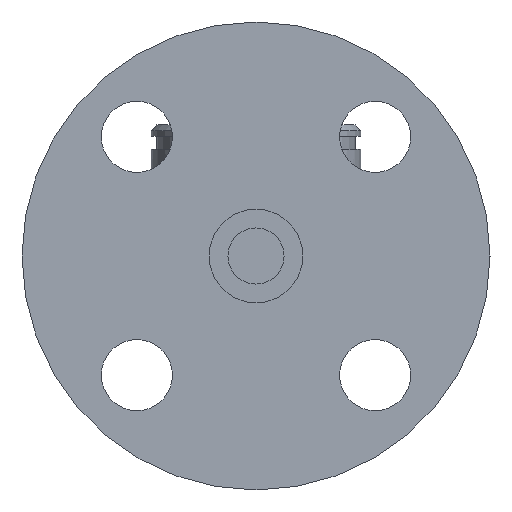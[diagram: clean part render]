
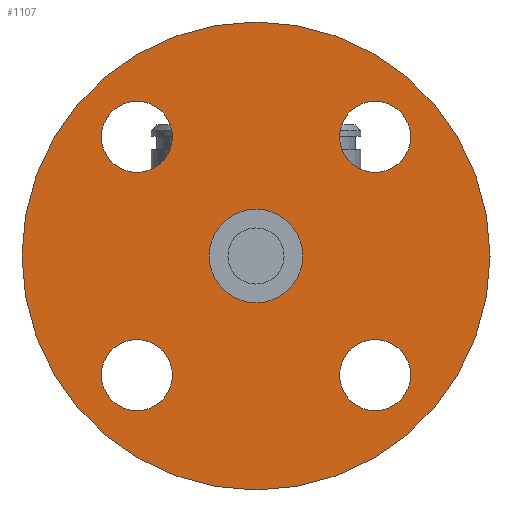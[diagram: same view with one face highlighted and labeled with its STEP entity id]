
A CAD part, left-side view. The second image highlights one B-rep face of the part: STEP entity #1107.
In plain terms, the highlighted planar face has unit normal (-1, 0, 0).
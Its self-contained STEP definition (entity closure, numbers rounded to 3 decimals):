
#641=CARTESIAN_POINT('',(-105.0,-41.32,-31.82));
#642=VERTEX_POINT('',#641);
#643=CARTESIAN_POINT('',(-105.0,-31.82,-31.82));
#644=DIRECTION('',(1.0,0.0,0.0));
#645=DIRECTION('',(0.0,-1.0,0.0));
#646=AXIS2_PLACEMENT_3D('',#643,#644,#645);
#647=CIRCLE('',#646,9.5);
#648=EDGE_CURVE('',#642,#642,#647,.T.);
#690=CARTESIAN_POINT('',(-105.0,31.82,-41.32));
#691=VERTEX_POINT('',#690);
#692=CARTESIAN_POINT('',(-105.0,31.82,-31.82));
#693=DIRECTION('',(1.0,0.0,0.0));
#694=DIRECTION('',(0.0,0.0,-1.0));
#695=AXIS2_PLACEMENT_3D('',#692,#693,#694);
#696=CIRCLE('',#695,9.5);
#697=EDGE_CURVE('',#691,#691,#696,.T.);
#739=CARTESIAN_POINT('',(-105.0,41.32,31.82));
#740=VERTEX_POINT('',#739);
#741=CARTESIAN_POINT('',(-105.0,31.82,31.82));
#742=DIRECTION('',(1.0,0.0,0.0));
#743=DIRECTION('',(0.0,1.0,0.0));
#744=AXIS2_PLACEMENT_3D('',#741,#742,#743);
#745=CIRCLE('',#744,9.5);
#746=EDGE_CURVE('',#740,#740,#745,.T.);
#788=CARTESIAN_POINT('',(-105.0,-31.82,41.32));
#789=VERTEX_POINT('',#788);
#790=CARTESIAN_POINT('',(-105.0,-31.82,31.82));
#791=DIRECTION('',(1.0,0.0,0.0));
#792=DIRECTION('',(0.0,0.0,1.0));
#793=AXIS2_PLACEMENT_3D('',#790,#791,#792);
#794=CIRCLE('',#793,9.5);
#795=EDGE_CURVE('',#789,#789,#794,.T.);
#1001=CARTESIAN_POINT('',(-105.,0.0,62.5));
#1002=VERTEX_POINT('',#1001);
#1003=CARTESIAN_POINT('',(-105.,0.0,0.));
#1004=DIRECTION('',(-1.0,0.0,0.0));
#1005=DIRECTION('',(0.0,0.0,1.0));
#1006=AXIS2_PLACEMENT_3D('',#1003,#1004,#1005);
#1007=CIRCLE('',#1006,62.5);
#1008=EDGE_CURVE('',#1002,#1002,#1007,.T.);
#1076=CARTESIAN_POINT('',(-105.0,0.0,37.5));
#1077=DIRECTION('',(-1.0,0.0,0.0));
#1078=DIRECTION('',(0.0,0.0,1.0));
#1079=AXIS2_PLACEMENT_3D('',#1076,#1077,#1078);
#1080=PLANE('',#1079);
#1081=ORIENTED_EDGE('',*,*,#1008,.T.);
#1082=EDGE_LOOP('',(#1081));
#1083=FACE_OUTER_BOUND('',#1082,.T.);
#1084=ORIENTED_EDGE('',*,*,#648,.T.);
#1085=EDGE_LOOP('',(#1084));
#1086=FACE_BOUND('',#1085,.T.);
#1087=ORIENTED_EDGE('',*,*,#697,.T.);
#1088=EDGE_LOOP('',(#1087));
#1089=FACE_BOUND('',#1088,.T.);
#1090=ORIENTED_EDGE('',*,*,#746,.T.);
#1091=EDGE_LOOP('',(#1090));
#1092=FACE_BOUND('',#1091,.T.);
#1093=ORIENTED_EDGE('',*,*,#795,.T.);
#1094=EDGE_LOOP('',(#1093));
#1095=FACE_BOUND('',#1094,.T.);
#1096=CARTESIAN_POINT('',(-105.0,0.0,12.5));
#1097=VERTEX_POINT('',#1096);
#1098=CARTESIAN_POINT('',(-105.0,0.0,0.));
#1099=DIRECTION('',(-1.0,0.0,0.0));
#1100=DIRECTION('',(0.0,0.0,1.0));
#1101=AXIS2_PLACEMENT_3D('',#1098,#1099,#1100);
#1102=CIRCLE('',#1101,12.5);
#1103=EDGE_CURVE('',#1097,#1097,#1102,.T.);
#1104=ORIENTED_EDGE('',*,*,#1103,.F.);
#1105=EDGE_LOOP('',(#1104));
#1106=FACE_BOUND('',#1105,.T.);
#1107=ADVANCED_FACE('',(#1083,#1086,#1089,#1092,#1095,#1106),#1080,.T.);
